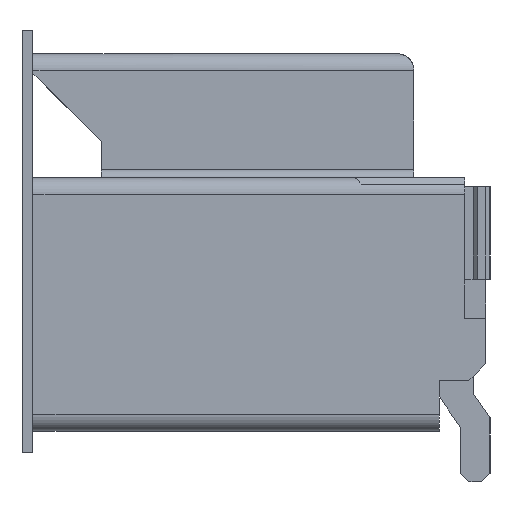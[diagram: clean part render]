
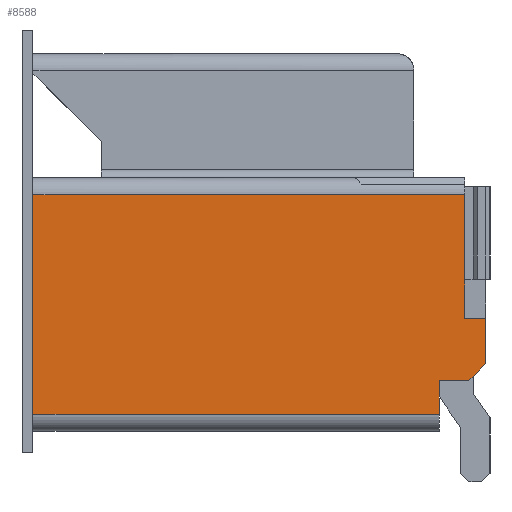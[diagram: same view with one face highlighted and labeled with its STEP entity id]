
A CAD part, left-side view. The second image highlights one B-rep face of the part: STEP entity #8588.
In plain terms, the highlighted planar face has unit normal (-1, 0, 0).
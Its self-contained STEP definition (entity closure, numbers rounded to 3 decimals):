
#949=DIRECTION('',(0.,0.,1.));
#950=VECTOR('',#949,0.54);
#951=CARTESIAN_POINT('',(-5.5,-2.675,-0.71));
#952=LINE('',#951,#950);
#1912=DIRECTION('',(0.,0.,1.));
#1913=VECTOR('',#1912,2.6);
#1914=CARTESIAN_POINT('',(-5.5,2.685,-1.31));
#1915=LINE('',#1914,#1913);
#2183=DIRECTION('',(0.,1.,0.));
#2184=VECTOR('',#2183,5.11);
#2185=CARTESIAN_POINT('',(-5.5,-2.425,1.29));
#2186=LINE('',#2185,#2184);
#2335=DIRECTION('',(0.,0.,-1.));
#2336=VECTOR('',#2335,1.46);
#2337=CARTESIAN_POINT('',(-5.5,-2.425,1.29));
#2338=LINE('',#2337,#2336);
#2339=DIRECTION('',(0.,1.,0.));
#2340=VECTOR('',#2339,0.25);
#2341=CARTESIAN_POINT('',(-5.5,-2.675,-0.17));
#2342=LINE('',#2341,#2340);
#2343=DIRECTION('',(0.,0.707,-0.707));
#2344=VECTOR('',#2343,0.283);
#2345=CARTESIAN_POINT('',(-5.5,-2.675,-0.71));
#2346=LINE('',#2345,#2344);
#2347=DIRECTION('',(0.,1.,0.));
#2348=VECTOR('',#2347,0.35);
#2349=CARTESIAN_POINT('',(-5.5,-2.475,-0.91));
#2350=LINE('',#2349,#2348);
#2351=DIRECTION('',(0.,0.,1.));
#2352=VECTOR('',#2351,0.4);
#2353=CARTESIAN_POINT('',(-5.5,-2.125,-1.31));
#2354=LINE('',#2353,#2352);
#2355=DIRECTION('',(0.,1.,0.));
#2356=VECTOR('',#2355,4.81);
#2357=CARTESIAN_POINT('',(-5.5,-2.125,-1.31));
#2358=LINE('',#2357,#2356);
#4335=CARTESIAN_POINT('',(-5.5,2.685,-1.31));
#4336=CARTESIAN_POINT('',(-5.5,2.685,1.29));
#4337=VERTEX_POINT('',#4335);
#4338=VERTEX_POINT('',#4336);
#4533=CARTESIAN_POINT('',(-5.5,-2.675,-0.71));
#4534=CARTESIAN_POINT('',(-5.5,-2.475,-0.91));
#4535=VERTEX_POINT('',#4533);
#4536=VERTEX_POINT('',#4534);
#4537=CARTESIAN_POINT('',(-5.5,-2.125,-0.91));
#4538=VERTEX_POINT('',#4537);
#4539=CARTESIAN_POINT('',(-5.5,-2.125,-1.31));
#4540=VERTEX_POINT('',#4539);
#4573=CARTESIAN_POINT('',(-5.5,-2.675,-0.17));
#4575=VERTEX_POINT('',#4573);
#4585=CARTESIAN_POINT('',(-5.5,-2.425,1.29));
#4586=CARTESIAN_POINT('',(-5.5,-2.425,-0.17));
#4587=VERTEX_POINT('',#4585);
#4588=VERTEX_POINT('',#4586);
#8569=CARTESIAN_POINT('',(-5.5,-2.675,-1.31));
#8570=DIRECTION('',(-1.,0.,0.));
#8571=DIRECTION('',(0.,0.,1.));
#8572=AXIS2_PLACEMENT_3D('',#8569,#8570,#8571);
#8573=PLANE('',#8572);
#8574=ORIENTED_EDGE('',*,*,#6892,.T.);
#8576=ORIENTED_EDGE('',*,*,#8575,.F.);
#8577=ORIENTED_EDGE('',*,*,#6665,.F.);
#8579=ORIENTED_EDGE('',*,*,#8578,.T.);
#8581=ORIENTED_EDGE('',*,*,#8580,.T.);
#8582=ORIENTED_EDGE('',*,*,#6166,.F.);
#8583=ORIENTED_EDGE('',*,*,#8564,.T.);
#8584=ORIENTED_EDGE('',*,*,#7918,.T.);
#8585=ORIENTED_EDGE('',*,*,#8322,.F.);
#8586=EDGE_LOOP('',(#8574,#8576,#8577,#8579,#8581,#8582,#8583,#8584,#8585));
#8587=FACE_OUTER_BOUND('',#8586,.F.);
#8588=ADVANCED_FACE('',(#8587),#8573,.T.);
#6166=EDGE_CURVE('',#4540,#4538,#2354,.T.);
#6665=EDGE_CURVE('',#4535,#4575,#952,.T.);
#6892=EDGE_CURVE('',#4587,#4588,#2338,.T.);
#7918=EDGE_CURVE('',#4337,#4338,#1915,.T.);
#8322=EDGE_CURVE('',#4587,#4338,#2186,.T.);
#8564=EDGE_CURVE('',#4540,#4337,#2358,.T.);
#8575=EDGE_CURVE('',#4575,#4588,#2342,.T.);
#8578=EDGE_CURVE('',#4535,#4536,#2346,.T.);
#8580=EDGE_CURVE('',#4536,#4538,#2350,.T.);
